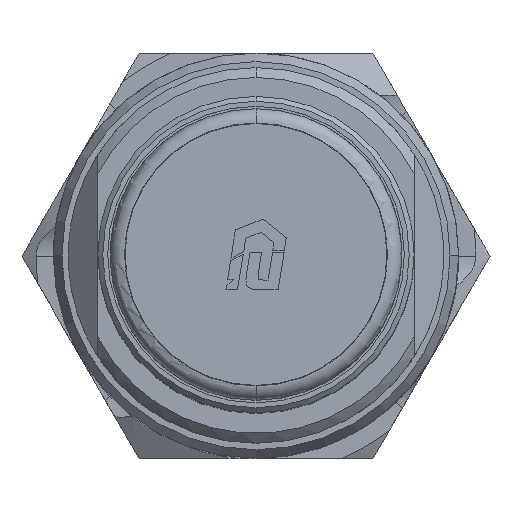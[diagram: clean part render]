
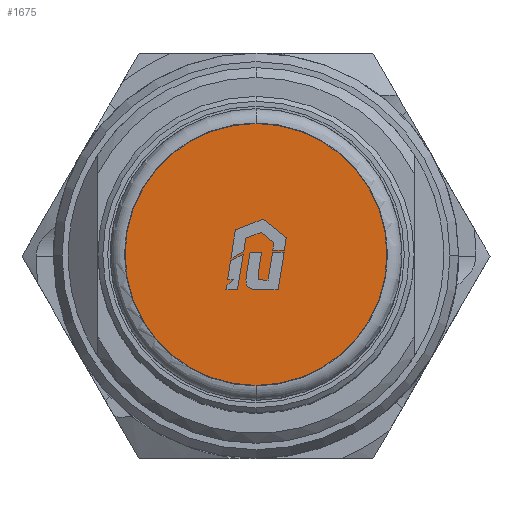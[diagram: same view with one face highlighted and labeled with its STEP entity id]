
A CAD part, top view. The second image highlights one B-rep face of the part: STEP entity #1675.
In plain terms, the highlighted planar face has unit normal (0, 0, 1).
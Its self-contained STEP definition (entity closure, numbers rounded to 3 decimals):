
#64=CARTESIAN_POINT('',(2.244,-3.59,100.184));
#65=VERTEX_POINT('',#64);
#66=CARTESIAN_POINT('',(0.433,-3.589,100.184));
#67=VERTEX_POINT('',#66);
#68=CARTESIAN_POINT('',(2.244,-3.59,100.184));
#69=DIRECTION('',(-1.,0.,0.));
#70=VECTOR('',#69,1.811);
#71=LINE('',#68,#70);
#72=EDGE_CURVE('',#65,#67,#71,.T.);
#104=CARTESIAN_POINT('',(2.847,0.239,100.184));
#105=VERTEX_POINT('',#104);
#106=CARTESIAN_POINT('',(2.847,0.239,100.184));
#107=DIRECTION('',(-0.156,-0.988,-0.));
#108=VECTOR('',#107,3.876);
#109=LINE('',#106,#108);
#110=EDGE_CURVE('',#105,#65,#109,.T.);
#135=CARTESIAN_POINT('',(1.668,0.239,100.184));
#136=VERTEX_POINT('',#135);
#137=CARTESIAN_POINT('',(1.668,0.239,100.184));
#138=DIRECTION('',(1.,0.,0.));
#139=VECTOR('',#138,1.179);
#140=LINE('',#137,#139);
#141=EDGE_CURVE('',#136,#105,#140,.T.);
#166=CARTESIAN_POINT('',(1.222,-2.585,100.184));
#167=VERTEX_POINT('',#166);
#168=CARTESIAN_POINT('',(1.222,-2.585,100.184));
#169=DIRECTION('',(0.156,0.988,0.));
#170=VECTOR('',#169,2.859);
#171=LINE('',#168,#170);
#172=EDGE_CURVE('',#167,#136,#171,.T.);
#197=CARTESIAN_POINT('',(0.774,-2.585,100.184));
#198=VERTEX_POINT('',#197);
#199=CARTESIAN_POINT('',(0.774,-2.585,100.184));
#200=DIRECTION('',(1.,0.001,0.));
#201=VECTOR('',#200,0.448);
#202=LINE('',#199,#201);
#203=EDGE_CURVE('',#198,#167,#202,.T.);
#268=CARTESIAN_POINT('',(0.271,-1.602,100.184));
#269=VERTEX_POINT('',#268);
#270=CARTESIAN_POINT('',(0.774,-2.585,100.184));
#271=CARTESIAN_POINT('',(0.515,-2.585,100.184));
#272=CARTESIAN_POINT('',(0.419,-2.562,100.184));
#273=CARTESIAN_POINT('',(0.317,-2.537,100.184));
#274=CARTESIAN_POINT('',(0.267,-2.476,100.184));
#275=CARTESIAN_POINT('',(0.222,-2.422,100.184));
#276=CARTESIAN_POINT('',(0.21,-2.309,100.184));
#277=CARTESIAN_POINT('',(0.191,-2.138,100.184));
#278=CARTESIAN_POINT('',(0.271,-1.602,100.184));
#279=B_SPLINE_CURVE_WITH_KNOTS('',2,(#270,#271,#272,#273,#274,#275,#276,#277,#278),.UNSPECIFIED.,.F.,.F.,(3,2,2,2,3),(0.,0.25,0.375,0.5,1.),.UNSPECIFIED.);
#280=EDGE_CURVE('',#198,#269,#279,.T.);
#333=CARTESIAN_POINT('',(0.567,0.239,100.184));
#334=VERTEX_POINT('',#333);
#335=CARTESIAN_POINT('',(0.567,0.239,100.184));
#336=DIRECTION('',(-0.158,-0.987,-0.));
#337=VECTOR('',#336,1.865);
#338=LINE('',#335,#337);
#339=EDGE_CURVE('',#334,#269,#338,.T.);
#364=CARTESIAN_POINT('',(-0.605,0.239,100.184));
#365=VERTEX_POINT('',#364);
#366=CARTESIAN_POINT('',(-0.605,0.239,100.184));
#367=DIRECTION('',(1.,0.,0.));
#368=VECTOR('',#367,1.172);
#369=LINE('',#366,#368);
#370=EDGE_CURVE('',#365,#334,#369,.T.);
#395=CARTESIAN_POINT('',(-0.953,-1.964,100.184));
#396=VERTEX_POINT('',#395);
#397=CARTESIAN_POINT('',(-0.953,-1.964,100.184));
#398=DIRECTION('',(0.156,0.988,0.));
#399=VECTOR('',#398,2.231);
#400=LINE('',#397,#399);
#401=EDGE_CURVE('',#396,#365,#400,.T.);
#474=CARTESIAN_POINT('',(-0.953,-1.964,100.184));
#475=CARTESIAN_POINT('',(-1.019,-2.395,100.184));
#476=CARTESIAN_POINT('',(-1.017,-2.631,100.184));
#477=CARTESIAN_POINT('',(-1.012,-3.067,100.184));
#478=CARTESIAN_POINT('',(-0.838,-3.271,100.184));
#479=CARTESIAN_POINT('',(-0.662,-3.479,100.184));
#480=CARTESIAN_POINT('',(-0.236,-3.552,100.184));
#481=CARTESIAN_POINT('',(-0.017,-3.589,100.184));
#482=CARTESIAN_POINT('',(0.433,-3.589,100.184));
#483=B_SPLINE_CURVE_WITH_KNOTS('',2,(#474,#475,#476,#477,#478,#479,#480,#481,#482),.UNSPECIFIED.,.F.,.F.,(3,2,2,2,3),(0.,0.25,0.5,0.75,1.),.UNSPECIFIED.);
#484=EDGE_CURVE('',#396,#67,#483,.T.);
#530=CARTESIAN_POINT('',(2.868,0.437,100.184));
#531=VERTEX_POINT('',#530);
#532=CARTESIAN_POINT('',(3.064,1.673,100.184));
#533=VERTEX_POINT('',#532);
#534=CARTESIAN_POINT('',(2.868,0.437,100.184));
#535=DIRECTION('',(0.156,0.988,0.));
#536=VECTOR('',#535,1.252);
#537=LINE('',#534,#536);
#538=EDGE_CURVE('',#531,#533,#537,.T.);
#570=CARTESIAN_POINT('',(0.726,3.566,100.184));
#571=VERTEX_POINT('',#570);
#572=CARTESIAN_POINT('',(3.064,1.673,100.184));
#573=DIRECTION('',(-0.777,0.629,0.));
#574=VECTOR('',#573,3.008);
#575=LINE('',#572,#574);
#576=EDGE_CURVE('',#533,#571,#575,.T.);
#601=CARTESIAN_POINT('',(-2.082,2.488,100.184));
#602=VERTEX_POINT('',#601);
#603=CARTESIAN_POINT('',(0.726,3.566,100.184));
#604=DIRECTION('',(-0.934,-0.358,-0.));
#605=VECTOR('',#604,3.008);
#606=LINE('',#603,#605);
#607=EDGE_CURVE('',#571,#602,#606,.T.);
#632=CARTESIAN_POINT('',(-2.539,-0.395,100.184));
#633=VERTEX_POINT('',#632);
#634=CARTESIAN_POINT('',(-2.082,2.488,100.184));
#635=DIRECTION('',(-0.156,-0.988,-0.));
#636=VECTOR('',#635,2.919);
#637=LINE('',#634,#636);
#638=EDGE_CURVE('',#602,#633,#637,.T.);
#663=CARTESIAN_POINT('',(-1.241,0.291,100.184));
#664=VERTEX_POINT('',#663);
#665=CARTESIAN_POINT('',(-2.539,-0.395,100.184));
#666=DIRECTION('',(0.884,0.468,0.));
#667=VECTOR('',#666,1.468);
#668=LINE('',#665,#667);
#669=EDGE_CURVE('',#633,#664,#668,.T.);
#694=CARTESIAN_POINT('',(-1.037,1.642,100.184));
#695=VERTEX_POINT('',#694);
#696=CARTESIAN_POINT('',(-1.241,0.291,100.184));
#697=DIRECTION('',(0.15,0.989,0.));
#698=VECTOR('',#697,1.366);
#699=LINE('',#696,#698);
#700=EDGE_CURVE('',#664,#695,#699,.T.);
#725=CARTESIAN_POINT('',(0.516,2.238,100.184));
#726=VERTEX_POINT('',#725);
#727=CARTESIAN_POINT('',(-1.037,1.642,100.184));
#728=DIRECTION('',(0.934,0.358,0.));
#729=VECTOR('',#728,1.663);
#730=LINE('',#727,#729);
#731=EDGE_CURVE('',#695,#726,#730,.T.);
#756=CARTESIAN_POINT('',(1.808,1.191,100.184));
#757=VERTEX_POINT('',#756);
#758=CARTESIAN_POINT('',(0.516,2.238,100.184));
#759=DIRECTION('',(0.777,-0.629,-0.));
#760=VECTOR('',#759,1.663);
#761=LINE('',#758,#760);
#762=EDGE_CURVE('',#726,#757,#761,.T.);
#787=CARTESIAN_POINT('',(1.689,0.437,100.184));
#788=VERTEX_POINT('',#787);
#789=CARTESIAN_POINT('',(1.808,1.191,100.184));
#790=DIRECTION('',(-0.156,-0.988,-0.));
#791=VECTOR('',#790,0.764);
#792=LINE('',#789,#791);
#793=EDGE_CURVE('',#757,#788,#792,.T.);
#818=CARTESIAN_POINT('',(1.689,0.437,100.184));
#819=DIRECTION('',(1.,0.,0.));
#820=VECTOR('',#819,1.179);
#821=LINE('',#818,#820);
#822=EDGE_CURVE('',#788,#531,#821,.T.);
#840=CARTESIAN_POINT('',(-2.958,-3.098,100.184));
#841=VERTEX_POINT('',#840);
#842=CARTESIAN_POINT('',(-3.04,-3.59,100.184));
#843=VERTEX_POINT('',#842);
#844=CARTESIAN_POINT('',(-2.958,-3.098,100.184));
#845=DIRECTION('',(-0.165,-0.986,-0.));
#846=VECTOR('',#845,0.499);
#847=LINE('',#844,#846);
#848=EDGE_CURVE('',#841,#843,#847,.T.);
#880=CARTESIAN_POINT('',(-1.875,-3.59,100.184));
#881=VERTEX_POINT('',#880);
#882=CARTESIAN_POINT('',(-3.04,-3.59,100.184));
#883=DIRECTION('',(1.,0.,0.));
#884=VECTOR('',#883,1.165);
#885=LINE('',#882,#884);
#886=EDGE_CURVE('',#843,#881,#885,.T.);
#911=CARTESIAN_POINT('',(-1.286,0.027,100.184));
#912=VERTEX_POINT('',#911);
#913=CARTESIAN_POINT('',(-1.875,-3.59,100.184));
#914=DIRECTION('',(0.161,0.987,0.));
#915=VECTOR('',#914,3.664);
#916=LINE('',#913,#915);
#917=EDGE_CURVE('',#881,#912,#916,.T.);
#942=CARTESIAN_POINT('',(-2.565,-0.651,100.184));
#943=VERTEX_POINT('',#942);
#944=CARTESIAN_POINT('',(-1.286,0.027,100.184));
#945=DIRECTION('',(-0.883,-0.469,-0.));
#946=VECTOR('',#945,1.447);
#947=LINE('',#944,#946);
#948=EDGE_CURVE('',#912,#943,#947,.T.);
#973=CARTESIAN_POINT('',(-2.877,-2.581,100.184));
#974=VERTEX_POINT('',#973);
#975=CARTESIAN_POINT('',(-2.565,-0.651,100.184));
#976=DIRECTION('',(-0.16,-0.987,-0.));
#977=VECTOR('',#976,1.955);
#978=LINE('',#975,#977);
#979=EDGE_CURVE('',#943,#974,#978,.T.);
#1004=CARTESIAN_POINT('',(-2.273,-2.581,100.184));
#1005=VERTEX_POINT('',#1004);
#1006=CARTESIAN_POINT('',(-2.877,-2.581,100.184));
#1007=DIRECTION('',(1.,0.,0.));
#1008=VECTOR('',#1007,0.604);
#1009=LINE('',#1006,#1008);
#1010=EDGE_CURVE('',#974,#1005,#1009,.T.);
#1035=CARTESIAN_POINT('',(-2.273,-2.581,100.184));
#1036=DIRECTION('',(-0.798,-0.602,-0.));
#1037=VECTOR('',#1036,0.858);
#1038=LINE('',#1035,#1037);
#1039=EDGE_CURVE('',#1005,#841,#1038,.T.);
#1399=CARTESIAN_POINT('',(-0.,13.25,100.184));
#1400=VERTEX_POINT('',#1399);
#1401=CARTESIAN_POINT('',(0.,-13.25,100.184));
#1402=VERTEX_POINT('',#1401);
#1403=CARTESIAN_POINT('',(0.,-0.,100.184));
#1404=DIRECTION('',(0.,0.,-1.));
#1405=DIRECTION('',(0.,1.,0.));
#1406=AXIS2_PLACEMENT_3D('',#1403,#1404,#1405);
#1407=CIRCLE('',#1406,13.25);
#1408=EDGE_CURVE('NONE',#1400,#1402,#1407,.T.);
#1601=CARTESIAN_POINT('',(0.,-0.,100.184));
#1602=DIRECTION('',(0.,0.,-1.));
#1603=DIRECTION('',(0.,1.,0.));
#1604=AXIS2_PLACEMENT_3D('',#1601,#1602,#1603);
#1605=CIRCLE('',#1604,13.25);
#1606=EDGE_CURVE('NONE',#1402,#1400,#1605,.T.);
#1633=CARTESIAN_POINT('',(13.25,-0.,100.184));
#1634=DIRECTION('',(0.,-0.,1.));
#1635=DIRECTION('',(0.,-1.,-0.));
#1636=AXIS2_PLACEMENT_3D('',#1633,#1634,#1635);
#1637=PLANE('',#1636);
#1638=ORIENTED_EDGE('',*,*,#1039,.F.);
#1639=ORIENTED_EDGE('',*,*,#1010,.F.);
#1640=ORIENTED_EDGE('',*,*,#979,.F.);
#1641=ORIENTED_EDGE('',*,*,#948,.F.);
#1642=ORIENTED_EDGE('',*,*,#917,.F.);
#1643=ORIENTED_EDGE('',*,*,#886,.F.);
#1644=ORIENTED_EDGE('',*,*,#848,.F.);
#1645=EDGE_LOOP('',(#1638,#1639,#1640,#1641,#1642,#1643,#1644));
#1646=FACE_BOUND('',#1645,.T.);
#1647=ORIENTED_EDGE('',*,*,#822,.F.);
#1648=ORIENTED_EDGE('',*,*,#793,.F.);
#1649=ORIENTED_EDGE('',*,*,#762,.F.);
#1650=ORIENTED_EDGE('',*,*,#731,.F.);
#1651=ORIENTED_EDGE('',*,*,#700,.F.);
#1652=ORIENTED_EDGE('',*,*,#669,.F.);
#1653=ORIENTED_EDGE('',*,*,#638,.F.);
#1654=ORIENTED_EDGE('',*,*,#607,.F.);
#1655=ORIENTED_EDGE('',*,*,#576,.F.);
#1656=ORIENTED_EDGE('',*,*,#538,.F.);
#1657=EDGE_LOOP('',(#1647,#1648,#1649,#1650,#1651,#1652,#1653,#1654,#1655,#1656));
#1658=FACE_BOUND('',#1657,.T.);
#1659=ORIENTED_EDGE('',*,*,#484,.F.);
#1660=ORIENTED_EDGE('',*,*,#401,.T.);
#1661=ORIENTED_EDGE('',*,*,#370,.T.);
#1662=ORIENTED_EDGE('',*,*,#339,.T.);
#1663=ORIENTED_EDGE('',*,*,#280,.F.);
#1664=ORIENTED_EDGE('',*,*,#203,.T.);
#1665=ORIENTED_EDGE('',*,*,#172,.T.);
#1666=ORIENTED_EDGE('',*,*,#141,.T.);
#1667=ORIENTED_EDGE('',*,*,#110,.T.);
#1668=ORIENTED_EDGE('',*,*,#72,.T.);
#1669=EDGE_LOOP('',(#1659,#1660,#1661,#1662,#1663,#1664,#1665,#1666,#1667,#1668));
#1670=FACE_BOUND('',#1669,.T.);
#1671=ORIENTED_EDGE('',*,*,#1408,.F.);
#1672=ORIENTED_EDGE('',*,*,#1606,.F.);
#1673=EDGE_LOOP('',(#1671,#1672));
#1674=FACE_BOUND('',#1673,.T.);
#1675=ADVANCED_FACE('NONE',(#1646,#1658,#1670,#1674),#1637,.T.);
